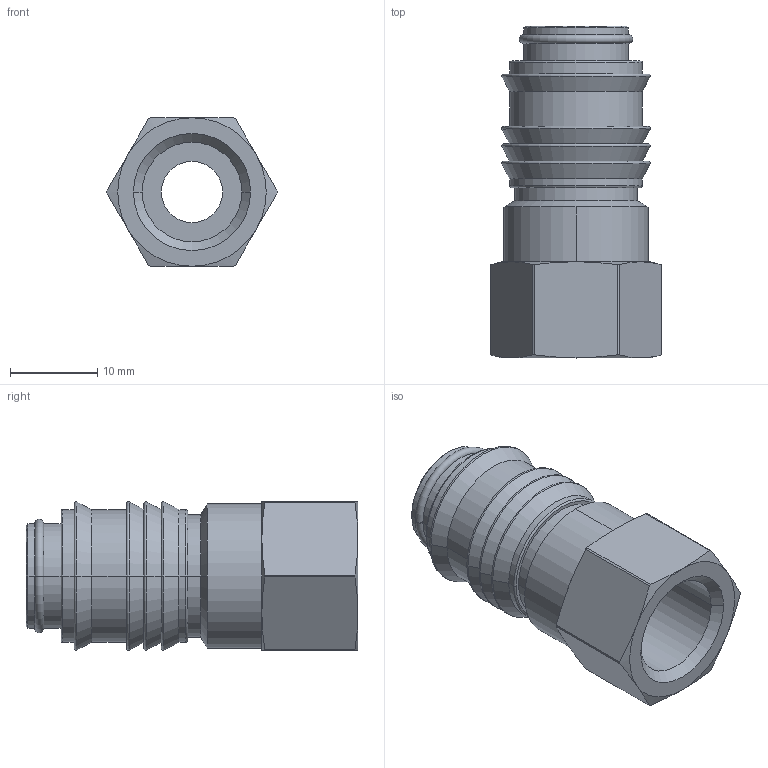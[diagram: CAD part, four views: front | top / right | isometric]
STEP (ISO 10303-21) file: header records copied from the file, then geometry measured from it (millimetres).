
FILE_DESCRIPTION((''),'2;1');
FILE_NAME('359210B_553M-1-4','2013-04-25T',('avs330'),(''),'PRO/ENGINEER BY PARAMETRIC TECHNOLOGY CORPORATION, 2011490','PRO/ENGINEER BY PARAMETRIC TECHNOLOGY CORPORATION, 2011490','');
FILE_SCHEMA(('CONFIG_CONTROL_DESIGN'));
Length unit declared in the file: millimetre
Products named in the file (1): 359210B_553M-1-4
Bounding box: 19.5 x 38 x 17 mm (x, y, z)
Volume: 5445.4 mm3; surface area: 3603.4 mm2
Topology: 1 solids, 1 shells, 83 faces, 178 edges, 106 vertices
Faces by surface type: cone 26, cylinder 26, plane 17, torus 14
Entity records: 2368 total; most frequent: CARTESIAN_POINT 485, DIRECTION 428, ORIENTED_EDGE 356, AXIS2_PLACEMENT_3D 191, EDGE_CURVE 178, CIRCLE 108, VERTEX_POINT 106, EDGE_LOOP 94
